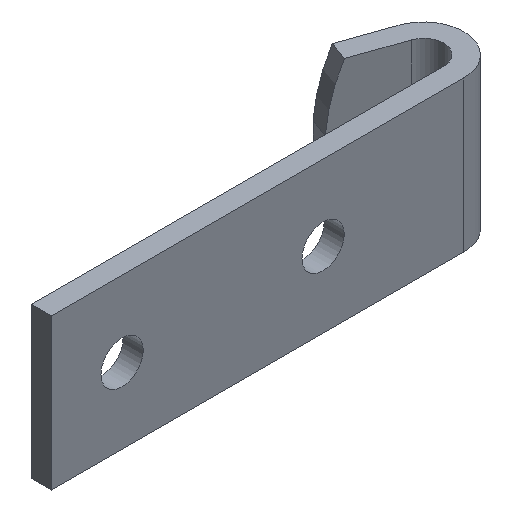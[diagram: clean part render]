
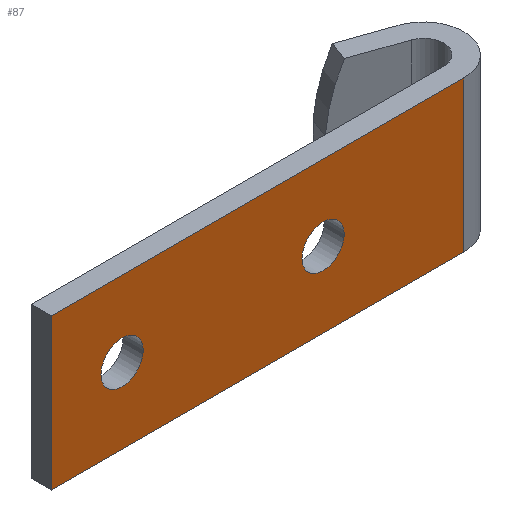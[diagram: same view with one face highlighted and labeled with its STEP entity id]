
A CAD part, isometric view. The second image highlights one B-rep face of the part: STEP entity #87.
In plain terms, the highlighted planar face has unit normal (0, -1, 0).
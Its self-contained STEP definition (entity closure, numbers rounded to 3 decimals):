
#87 = ADVANCED_FACE( '', ( #163, #164, #165 ), #166, .F. );
#163 = FACE_BOUND( '', #225, .T. );
#164 = FACE_BOUND( '', #226, .T. );
#165 = FACE_OUTER_BOUND( '', #227, .T. );
#166 = PLANE( '', #228 );
#225 = EDGE_LOOP( '', ( #346 ) );
#226 = EDGE_LOOP( '', ( #347 ) );
#227 = EDGE_LOOP( '', ( #348, #349, #350, #351 ) );
#228 = AXIS2_PLACEMENT_3D( '', #352, #353, #354 );
#346 = ORIENTED_EDGE( '', *, *, #378, .F. );
#347 = ORIENTED_EDGE( '', *, *, #389, .T. );
#348 = ORIENTED_EDGE( '', *, *, #400, .T. );
#349 = ORIENTED_EDGE( '', *, *, #382, .F. );
#350 = ORIENTED_EDGE( '', *, *, #387, .F. );
#351 = ORIENTED_EDGE( '', *, *, #397, .T. );
#352 = CARTESIAN_POINT( '', ( 0., 0., 7.5 ) );
#353 = DIRECTION( '', ( 0., 1., 0. ) );
#354 = DIRECTION( '', ( 0., 0., 1. ) );
#378 = EDGE_CURVE( '', #439, #439, #440, .F. );
#382 = EDGE_CURVE( '', #444, #442, #446, .T. );
#387 = EDGE_CURVE( '', #452, #444, #454, .T. );
#389 = EDGE_CURVE( '', #456, #456, #457, .T. );
#397 = EDGE_CURVE( '', #452, #467, #469, .T. );
#400 = EDGE_CURVE( '', #467, #442, #472, .T. );
#439 = VERTEX_POINT( '', #523 );
#440 = CIRCLE( '', #524, 2.1 );
#442 = VERTEX_POINT( '', #526 );
#444 = VERTEX_POINT( '', #528 );
#446 = LINE( '', #530, #531 );
#452 = VERTEX_POINT( '', #538 );
#454 = LINE( '', #541, #542 );
#456 = VERTEX_POINT( '', #544 );
#457 = CIRCLE( '', #545, 2.1 );
#467 = VERTEX_POINT( '', #556 );
#469 = LINE( '', #559, #560 );
#472 = LINE( '', #564, #565 );
#523 = CARTESIAN_POINT( '', ( 27., 0., 2.1 ) );
#524 = AXIS2_PLACEMENT_3D( '', #597, #598, #599 );
#526 = CARTESIAN_POINT( '', ( 41., 0., -7.5 ) );
#528 = CARTESIAN_POINT( '', ( 41., 0., 7.5 ) );
#530 = CARTESIAN_POINT( '', ( 41., 0., 7.5 ) );
#531 = VECTOR( '', #606, 1000. );
#538 = CARTESIAN_POINT( '', ( 0., 0., 7.5 ) );
#541 = CARTESIAN_POINT( '', ( 0., 0., 7.5 ) );
#542 = VECTOR( '', #612, 1000. );
#544 = CARTESIAN_POINT( '', ( 9.1, 0., 0. ) );
#545 = AXIS2_PLACEMENT_3D( '', #613, #614, #615 );
#556 = CARTESIAN_POINT( '', ( 0., 0., -7.5 ) );
#559 = CARTESIAN_POINT( '', ( 0., 0., 7.5 ) );
#560 = VECTOR( '', #624, 1000. );
#564 = CARTESIAN_POINT( '', ( 0., 0., -7.5 ) );
#565 = VECTOR( '', #626, 1000. );
#597 = CARTESIAN_POINT( '', ( 27., 0., 0. ) );
#598 = DIRECTION( '', ( 0., 1., 0. ) );
#599 = DIRECTION( '', ( 0., 0., 1. ) );
#606 = DIRECTION( '', ( 0., 0., -1. ) );
#612 = DIRECTION( '', ( 1., 0., 0. ) );
#613 = CARTESIAN_POINT( '', ( 7., 0., 0. ) );
#614 = DIRECTION( '', ( 0., 1., 0. ) );
#615 = DIRECTION( '', ( 1., 0., 0. ) );
#624 = DIRECTION( '', ( 0., 0., -1. ) );
#626 = DIRECTION( '', ( 1., 0., 0. ) );
